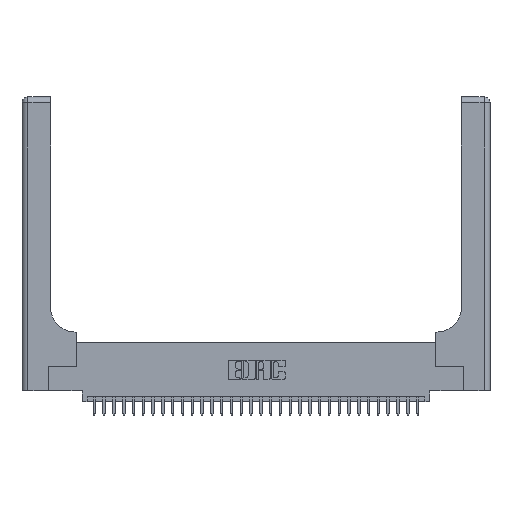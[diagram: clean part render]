
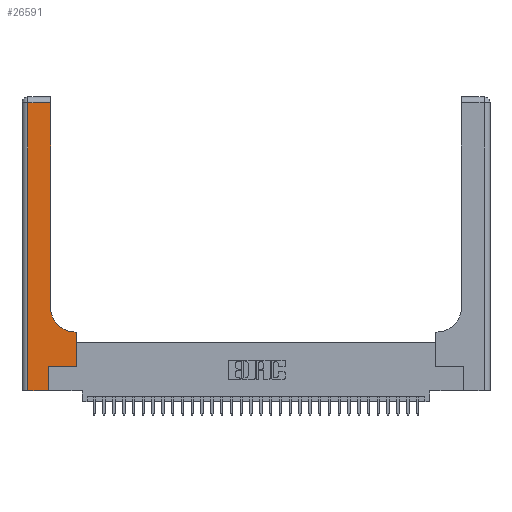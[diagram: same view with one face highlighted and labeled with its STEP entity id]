
A CAD part, top view. The second image highlights one B-rep face of the part: STEP entity #26591.
In plain terms, the highlighted planar face has unit normal (0, 0, 1).
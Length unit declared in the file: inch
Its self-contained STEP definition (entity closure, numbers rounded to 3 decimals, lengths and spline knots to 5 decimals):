
#288 = CIRCLE ( 'NONE', #32505, 0.25 ) ;
#303 = VERTEX_POINT ( 'NONE', #20282 ) ;
#1800 = LINE ( 'NONE', #31180, #28994 ) ;
#1838 = VECTOR ( 'NONE', #30964, 39.37008 ) ;
#2158 = CARTESIAN_POINT ( 'NONE',  ( 0.2915, 0.6, 0.37 ) ) ;
#4470 = VERTEX_POINT ( 'NONE', #18571 ) ;
#4797 = CARTESIAN_POINT ( 'NONE',  ( 0., 3., 0.37 ) ) ;
#4967 = VECTOR ( 'NONE', #25522, 39.37008 ) ;
#5085 = VECTOR ( 'NONE', #30540, 39.37008 ) ;
#5284 = LINE ( 'NONE', #19826, #17347 ) ;
#5351 = VERTEX_POINT ( 'NONE', #27500 ) ;
#5737 = DIRECTION ( 'NONE',  ( 0., 1., 0. ) ) ;
#5899 = ORIENTED_EDGE ( 'NONE', *, *, #8668, .T. ) ;
#6306 = EDGE_CURVE ( 'NONE', #16066, #27908, #8845, .T. ) ;
#6561 = LINE ( 'NONE', #27964, #4967 ) ;
#8328 = CARTESIAN_POINT ( 'NONE',  ( 0.2915, 2.94, 0.37 ) ) ;
#8668 = EDGE_CURVE ( 'NONE', #12233, #22662, #31489, .T. ) ;
#8845 = LINE ( 'NONE', #23531, #14072 ) ;
#8868 = EDGE_CURVE ( 'NONE', #4470, #12233, #288, .T. ) ;
#9989 = VERTEX_POINT ( 'NONE', #30364 ) ;
#10347 = DIRECTION ( 'NONE',  ( 0., -1., 0. ) ) ;
#10827 = EDGE_CURVE ( 'NONE', #23285, #9989, #1800, .T. ) ;
#10881 = ORIENTED_EDGE ( 'NONE', *, *, #26027, .T. ) ;
#12233 = VERTEX_POINT ( 'NONE', #29310 ) ;
#12418 = EDGE_CURVE ( 'NONE', #9989, #16066, #5284, .T. ) ;
#12518 = PLANE ( 'NONE',  #23499 ) ;
#12743 = ORIENTED_EDGE ( 'NONE', *, *, #8868, .T. ) ;
#12940 = ORIENTED_EDGE ( 'NONE', *, *, #24299, .T. ) ;
#13011 = ORIENTED_EDGE ( 'NONE', *, *, #10827, .T. ) ;
#13096 = CARTESIAN_POINT ( 'NONE',  ( 0., 2.94, 0.37 ) ) ;
#13343 = CARTESIAN_POINT ( 'NONE',  ( 0.5415, 0.85, 0.37 ) ) ;
#14072 = VECTOR ( 'NONE', #5737, 39.37008 ) ;
#15109 = DIRECTION ( 'NONE',  ( -1., 0., 0. ) ) ;
#15277 = CARTESIAN_POINT ( 'NONE',  ( 0.2915, 3., 0.37 ) ) ;
#15476 = LINE ( 'NONE', #13096, #1838 ) ;
#15911 = DIRECTION ( 'NONE',  ( 0., 1., 0. ) ) ;
#15938 = DIRECTION ( 'NONE',  ( 1., 0., 0. ) ) ;
#16066 = VERTEX_POINT ( 'NONE', #29763 ) ;
#17347 = VECTOR ( 'NONE', #22402, 39.37008 ) ;
#17516 = DIRECTION ( 'NONE',  ( -1., 0., 0. ) ) ;
#17918 = LINE ( 'NONE', #2158, #20290 ) ;
#18571 = CARTESIAN_POINT ( 'NONE',  ( 0.5415, 0.6, 0.37 ) ) ;
#19826 = CARTESIAN_POINT ( 'NONE',  ( 0.269, 0.25, 0.37 ) ) ;
#20282 = CARTESIAN_POINT ( 'NONE',  ( 0.06, 2.94, 0.37 ) ) ;
#20290 = VECTOR ( 'NONE', #17516, 39.37008 ) ;
#20486 = EDGE_CURVE ( 'NONE', #5351, #23285, #6561, .T. ) ;
#21824 = CARTESIAN_POINT ( 'NONE',  ( 0.269, 0., 0.37 ) ) ;
#22402 = DIRECTION ( 'NONE',  ( 1., 0., 0. ) ) ;
#22662 = VERTEX_POINT ( 'NONE', #8328 ) ;
#23285 = VERTEX_POINT ( 'NONE', #21824 ) ;
#23499 = AXIS2_PLACEMENT_3D ( 'NONE', #4797, #30391, #15109 ) ;
#23531 = CARTESIAN_POINT ( 'NONE',  ( 0.5585, 0.25, 0.37 ) ) ;
#24299 = EDGE_CURVE ( 'NONE', #303, #5351, #25534, .T. ) ;
#24720 = VECTOR ( 'NONE', #10347, 39.37008 ) ;
#24806 = EDGE_CURVE ( 'NONE', #27908, #4470, #17918, .T. ) ;
#25441 = EDGE_LOOP ( 'NONE', ( #5899, #10881, #12940, #26380, #13011, #30403, #27878, #29805, #12743 ) ) ;
#25522 = DIRECTION ( 'NONE',  ( 1., 0., 0. ) ) ;
#25534 = LINE ( 'NONE', #25690, #24720 ) ;
#25690 = CARTESIAN_POINT ( 'NONE',  ( 0.06, 3., 0.37 ) ) ;
#26027 = EDGE_CURVE ( 'NONE', #22662, #303, #15476, .T. ) ;
#26380 = ORIENTED_EDGE ( 'NONE', *, *, #20486, .T. ) ;
#26591 = ADVANCED_FACE ( 'NONE', ( #32557 ), #12518, .F. ) ;
#27500 = CARTESIAN_POINT ( 'NONE',  ( 0.06, 0., 0.37 ) ) ;
#27878 = ORIENTED_EDGE ( 'NONE', *, *, #6306, .T. ) ;
#27908 = VERTEX_POINT ( 'NONE', #30765 ) ;
#27964 = CARTESIAN_POINT ( 'NONE',  ( 0., 0., 0.37 ) ) ;
#28994 = VECTOR ( 'NONE', #15911, 39.37008 ) ;
#29310 = CARTESIAN_POINT ( 'NONE',  ( 0.2915, 0.85, 0.37 ) ) ;
#29763 = CARTESIAN_POINT ( 'NONE',  ( 0.5585, 0.25, 0.37 ) ) ;
#29805 = ORIENTED_EDGE ( 'NONE', *, *, #24806, .T. ) ;
#30364 = CARTESIAN_POINT ( 'NONE',  ( 0.269, 0.25, 0.37 ) ) ;
#30391 = DIRECTION ( 'NONE',  ( 0., 0., -1. ) ) ;
#30403 = ORIENTED_EDGE ( 'NONE', *, *, #12418, .T. ) ;
#30540 = DIRECTION ( 'NONE',  ( 0., 1., 0. ) ) ;
#30765 = CARTESIAN_POINT ( 'NONE',  ( 0.5585, 0.6, 0.37 ) ) ;
#30964 = DIRECTION ( 'NONE',  ( -1., 0., 0. ) ) ;
#31180 = CARTESIAN_POINT ( 'NONE',  ( 0.269, 0., 0.37 ) ) ;
#31208 = DIRECTION ( 'NONE',  ( 0., 0., -1. ) ) ;
#31489 = LINE ( 'NONE', #15277, #5085 ) ;
#32505 = AXIS2_PLACEMENT_3D ( 'NONE', #13343, #31208, #15938 ) ;
#32557 = FACE_OUTER_BOUND ( 'NONE', #25441, .T. ) ;
